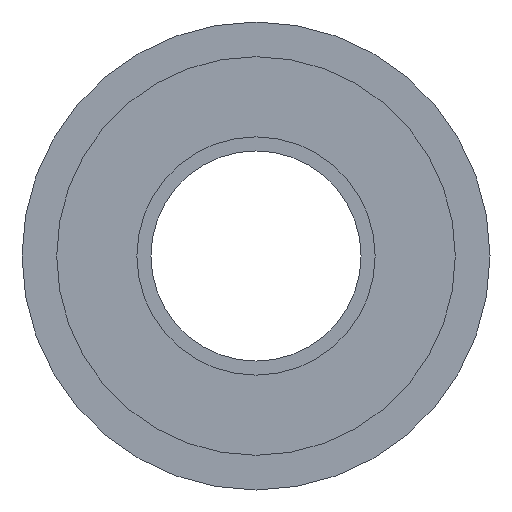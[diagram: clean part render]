
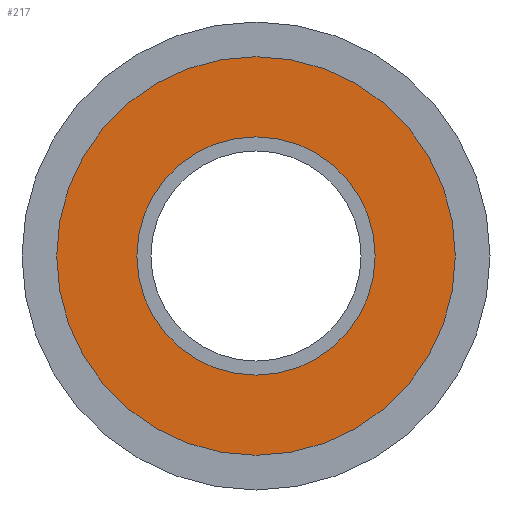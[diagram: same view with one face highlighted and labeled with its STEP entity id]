
A CAD part, front view. The second image highlights one B-rep face of the part: STEP entity #217.
In plain terms, the highlighted planar face has unit normal (0, -1, 0).
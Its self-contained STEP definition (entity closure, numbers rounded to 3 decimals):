
#27=FACE_BOUND('',#70,.T.);
#47=FACE_OUTER_BOUND('',#69,.T.);
#69=EDGE_LOOP('',(#169));
#70=EDGE_LOOP('',(#170));
#107=CIRCLE('',#241,55.);
#108=CIRCLE('',#243,92.);
#127=VERTEX_POINT('',#366);
#128=VERTEX_POINT('',#369);
#147=EDGE_CURVE('',#127,#127,#107,.T.);
#148=EDGE_CURVE('',#128,#128,#108,.T.);
#169=ORIENTED_EDGE('',*,*,#148,.F.);
#170=ORIENTED_EDGE('',*,*,#147,.T.);
#206=PLANE('',#242);
#217=ADVANCED_FACE('',(#47,#27),#206,.T.);
#241=AXIS2_PLACEMENT_3D('',#367,#287,#288);
#242=AXIS2_PLACEMENT_3D('',#368,#289,#290);
#243=AXIS2_PLACEMENT_3D('',#370,#291,#292);
#287=DIRECTION('center_axis',(0.,1.,0.));
#288=DIRECTION('ref_axis',(1.,0.,0.));
#289=DIRECTION('center_axis',(0.,-1.,0.));
#290=DIRECTION('ref_axis',(0.,0.,-1.));
#291=DIRECTION('center_axis',(0.,1.,0.));
#292=DIRECTION('ref_axis',(1.,0.,0.));
#366=CARTESIAN_POINT('',(-55.,125.357,0.));
#367=CARTESIAN_POINT('Origin',(0.,125.357,0.));
#368=CARTESIAN_POINT('Origin',(-92.,125.357,0.));
#369=CARTESIAN_POINT('',(-92.,125.357,0.));
#370=CARTESIAN_POINT('Origin',(0.,125.357,0.));
